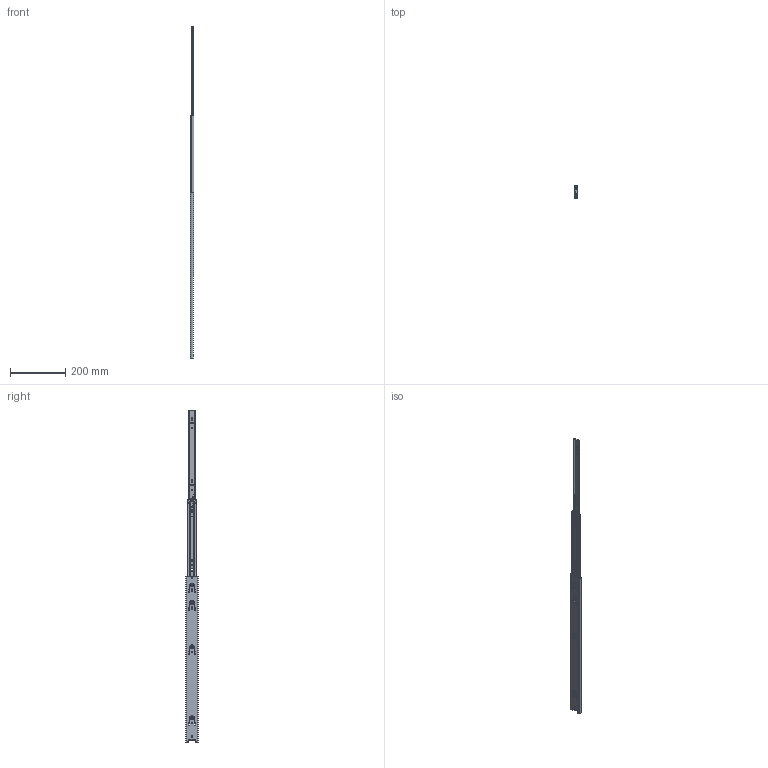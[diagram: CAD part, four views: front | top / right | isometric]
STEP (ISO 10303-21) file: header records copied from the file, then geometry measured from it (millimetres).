
FILE_DESCRIPTION (( 'STEP AP214' ), '1' );
FILE_NAME ('5047.600-GA.T000 open.STEP', '2022-05-11T05:30:31', ( '' ), ( '' ), 'SwSTEP 2.0', 'SolidWorks 2020', '' );
FILE_SCHEMA (( 'AUTOMOTIVE_DESIGN' ));
Length unit declared in the file: millimetre
Products named in the file (10): 5047.XXX-02.T000_NL  600; 5047.XXX-03.T000_NL  600; 5047.600-GA.T000 open; 5047.XXX-02.AR; 5047.XXX-01.T000_NL  600; 5047.XXX-03.AS; 5047.XXX-01.AG
Assembly tree (9 placements, depth 3):
  5047.600-GA.T000 open
    5047.XXX-01.T000_NL  600
      5047.XXX-01.T000_NL  600
      5047.XXX-01.AG
    5047.XXX-02.T000_NL  600
      5047.XXX-02.T000_NL  600
      5047.XXX-02.AR
    5047.XXX-03.T000_NL  600
      5047.XXX-03.T000_NL  600
      5047.XXX-03.AS
Bounding box: 13 x 46.98 x 1200 mm (x, y, z)
Volume: 132853.5 mm3; surface area: 184916.6 mm2
Topology: 6 solids, 6 shells, 605 faces, 1658 edges, 1066 vertices
Faces by surface type: cylinder 331, plane 238, bspline 30, cone 6
Entity records: 21076 total; most frequent: CARTESIAN_POINT 5249, ORIENTED_EDGE 3314, DIRECTION 3231, EDGE_CURVE 1657, AXIS2_PLACEMENT_3D 1169, VERTEX_POINT 1066, VECTOR 893, LINE 893
